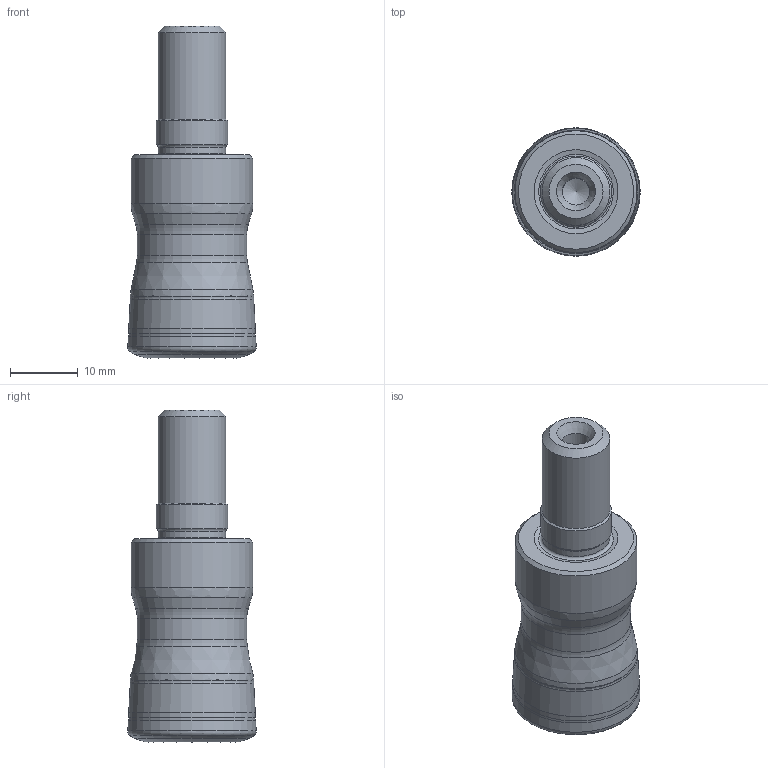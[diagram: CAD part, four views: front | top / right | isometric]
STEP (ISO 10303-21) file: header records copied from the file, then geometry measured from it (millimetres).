
FILE_DESCRIPTION(/* description */ (''),/* implementation_level */ '2;1');
FILE_NAME(/* name */ '202788388ndi000_00.stp',/* time_stamp */ '2020-01-13T10:12:24+01:00',/* author */ (''),/* organization */ (''),/* preprocessor_version */ 'ST-DEVELOPER v16.7',/* originating_system */ 'SIEMENS PLM Software NX 12.0',/* authorisation */ '');
FILE_SCHEMA (('AUTOMOTIVE_DESIGN { 1 0 10303 214 3 1 1 1 }'));
Length unit declared in the file: millimetre
Products named in the file (1): mp542CE050A616qk
Bounding box: 18.96 x 18.96 x 49 mm (x, y, z)
Volume: 10041.5 mm3; surface area: 4175.8 mm2
Topology: 2 solids, 2 shells, 63 faces, 130 edges, 70 vertices
Faces by surface type: revolution 34, cone 10, cylinder 7, torus 7, plane 3, bspline 2
Full cylindrical faces by diameter (mm): 4 x1, 10 x2, 10.5 x1, 16.189 x1, 18 x1, 18.189 x1
Entity records: 1599 total; most frequent: CARTESIAN_POINT 495, DIRECTION 214, FACE_BOUND 124, EDGE_LOOP 124, ORIENTED_EDGE 124, AXIS2_PLACEMENT_3D 90, ADVANCED_FACE 63, VERTEX_POINT 63
